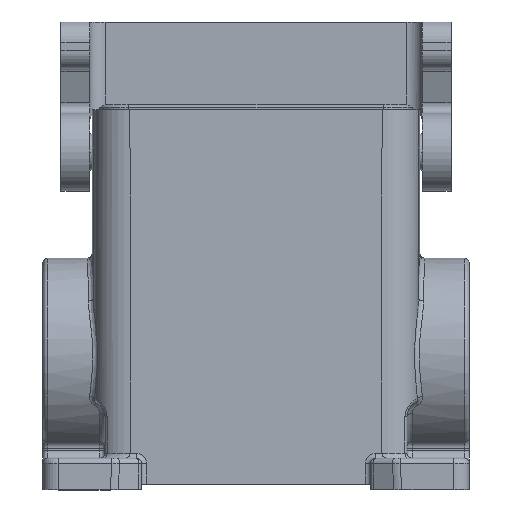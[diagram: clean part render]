
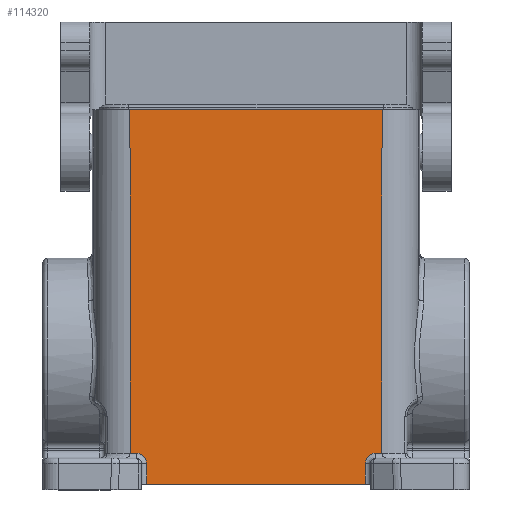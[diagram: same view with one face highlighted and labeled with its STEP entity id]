
A CAD part, top view. The second image highlights one B-rep face of the part: STEP entity #114320.
In plain terms, the highlighted planar face has unit normal (0, 0.009, 1).
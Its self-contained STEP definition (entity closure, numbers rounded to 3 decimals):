
#30920=CARTESIAN_POINT('',(-11.747,-51.408,
23.594));
#30930=VERTEX_POINT('',#30920);
#31020=CARTESIAN_POINT('',(-11.747,-55.4,23.628
));
#31030=VERTEX_POINT('',#31020);
#31060=CARTESIAN_POINT('',(-11.747,-0.009,
23.145));
#31070=DIRECTION('',(0.,1.,
-0.009));
#31080=VECTOR('',#31070,1.);
#31090=LINE('',#31060,#31080);
#31100=EDGE_CURVE('',#31030,#30930,#31090,.T.);
#40920=CARTESIAN_POINT('',(-53.747,-55.4,23.628)
);
#40930=VERTEX_POINT('',#40920);
#40960=CARTESIAN_POINT('',(0.,-55.4,23.628));
#40970=DIRECTION('',(-1.,0.,0.));
#40980=VECTOR('',#40970,1.);
#40990=LINE('',#40960,#40980);
#41000=EDGE_CURVE('',#31030,#40930,#40990,.T.);
#43130=CARTESIAN_POINT('',(-8.532,-49.4,23.576
));
#43140=VERTEX_POINT('',#43130);
#43210=CARTESIAN_POINT('',(-8.532,-28.9,23.397
));
#43220=VERTEX_POINT('',#43210);
#43250=CARTESIAN_POINT('',(-65.493,-28.9,23.397
));
#43260=DIRECTION('',(-1.,0.,0.));
#43270=VECTOR('',#43260,1.);
#43280=LINE('',#43250,#43270);
#43290=CARTESIAN_POINT('',(-8.534,-28.9,23.397
));
#43300=VERTEX_POINT('',#43290);
#43310=EDGE_CURVE('',#43220,#43300,#43280,.T.);
#43330=CARTESIAN_POINT('',(-8.529,0.061,
23.144));
#43340=DIRECTION('',(0.,-1.,
0.009));
#43350=VECTOR('',#43340,1.);
#43360=LINE('',#43330,#43350);
#43370=CARTESIAN_POINT('',(-8.527,16.6,23.));
#43380=VERTEX_POINT('',#43370);
#43390=EDGE_CURVE('',#43380,#43300,#43360,.T.);
#54590=CARTESIAN_POINT('',(-9.747,-49.408,
23.576));
#54600=VERTEX_POINT('',#54590);
#54750=CARTESIAN_POINT('',(-9.747,-49.408,
23.576));
#54760=CARTESIAN_POINT('',(-10.27,-49.408,
23.576));
#54770=CARTESIAN_POINT('',(-10.775,-49.599,
23.578));
#54780=CARTESIAN_POINT('',(-11.218,-49.937,
23.581));
#54790=CARTESIAN_POINT('',(-11.556,-50.38,
23.585));
#54800=CARTESIAN_POINT('',(-11.747,-50.885,
23.589));
#54810=CARTESIAN_POINT('',(-11.747,-51.408,
23.594));
#54820=B_SPLINE_CURVE_WITH_KNOTS('',6,(#54750,#54760,#54770,#54780,
#54790,#54800,#54810),.UNSPECIFIED.,.F.,.F.,(7,7),(0.,1.),.UNSPECIFIED.)
;
#54830=EDGE_CURVE('',#54600,#30930,#54820,.T.);
#54980=CARTESIAN_POINT('',(-8.532,-49.408,
23.576));
#54990=VERTEX_POINT('',#54980);
#55020=CARTESIAN_POINT('',(-7.532,-49.4,23.576
));
#55030=DIRECTION('',(0.,-0.009,-1.));
#55040=DIRECTION('',(0.,1.,
-0.009));
#55050=AXIS2_PLACEMENT_3D('',#55020,#55030,#55040);
#55060=ELLIPSE('',#55050,1.,1.);
#55070=EDGE_CURVE('',#54990,#43140,#55060,.T.);
#103300=CARTESIAN_POINT('',(-65.493,16.6,23.));
#103310=DIRECTION('',(1.,0.,0.));
#103320=VECTOR('',#103310,1.);
#103330=LINE('',#103300,#103320);
#103340=CARTESIAN_POINT('',(-56.966,16.6,23.));
#103350=VERTEX_POINT('',#103340);
#103360=EDGE_CURVE('',#103350,#43380,#103330,.T.);
#111530=CARTESIAN_POINT('',(-8.532,0.,23.145));
#111540=DIRECTION('',(0.,-1.,
0.009));
#111550=VECTOR('',#111540,1.);
#111560=LINE('',#111530,#111550);
#111570=EDGE_CURVE('',#43220,#43140,#111560,.T.);
#113520=CARTESIAN_POINT('',(68.753,1.601,
23.131));
#113530=DIRECTION('',(-0.,-0.009,-1.));
#113540=DIRECTION('',(-1.,0.,0.));
#113550=AXIS2_PLACEMENT_3D('',#113520,#113530,#113540);
#113560=PLANE('',#113550);
#113570=ORIENTED_EDGE('',*,*,#31100,.T.);
#113580=ORIENTED_EDGE('',*,*,#41000,.F.);
#113590=CARTESIAN_POINT('',(-53.747,-0.009,
23.145));
#113600=DIRECTION('',(0.,1.,
-0.009));
#113610=VECTOR('',#113600,1.);
#113620=LINE('',#113590,#113610);
#113630=CARTESIAN_POINT('',(-53.747,-51.408,
23.594));
#113640=VERTEX_POINT('',#113630);
#113650=EDGE_CURVE('',#40930,#113640,#113620,.T.);
#113660=ORIENTED_EDGE('',*,*,#113650,.F.);
#113670=CARTESIAN_POINT('',(-55.747,-49.408,
23.576));
#113680=CARTESIAN_POINT('',(-55.223,-49.408,
23.576));
#113690=CARTESIAN_POINT('',(-54.718,-49.599,
23.578));
#113700=CARTESIAN_POINT('',(-54.275,-49.937,
23.581));
#113710=CARTESIAN_POINT('',(-53.937,-50.38,
23.585));
#113720=CARTESIAN_POINT('',(-53.747,-50.885,
23.589));
#113730=CARTESIAN_POINT('',(-53.747,-51.408,
23.594));
#113740=B_SPLINE_CURVE_WITH_KNOTS('',6,(#113670,#113680,#113690,#113700,
#113710,#113720,#113730),.UNSPECIFIED.,.F.,.F.,(7,7),(0.,1.),
.UNSPECIFIED.);
#113750=CARTESIAN_POINT('',(-55.747,-49.408,
23.576));
#113760=VERTEX_POINT('',#113750);
#113770=EDGE_CURVE('',#113760,#113640,#113740,.T.);
#113780=ORIENTED_EDGE('',*,*,#113770,.T.);
#113790=CARTESIAN_POINT('',(-65.493,-49.408,
23.576));
#113800=DIRECTION('',(1.,0.,0.));
#113810=VECTOR('',#113800,1.);
#113820=LINE('',#113790,#113810);
#113830=CARTESIAN_POINT('',(-56.961,-49.408,
23.576));
#113840=VERTEX_POINT('',#113830);
#113850=EDGE_CURVE('',#113840,#113760,#113820,.T.);
#113860=ORIENTED_EDGE('',*,*,#113850,.T.);
#113870=CARTESIAN_POINT('',(-57.961,-49.4,
23.576));
#113880=DIRECTION('',(0.,0.009,
1.));
#113890=DIRECTION('',(0.,1.,
-0.009));
#113900=AXIS2_PLACEMENT_3D('',#113870,#113880,#113890);
#113910=ELLIPSE('',#113900,1.,1.);
#113920=CARTESIAN_POINT('',(-56.961,-49.4,
23.576));
#113930=VERTEX_POINT('',#113920);
#113940=EDGE_CURVE('',#113840,#113930,#113910,.T.);
#113950=ORIENTED_EDGE('',*,*,#113940,.F.);
#113960=CARTESIAN_POINT('',(-56.961,0.,
23.145));
#113970=DIRECTION('',(0.,-1.,
0.009));
#113980=VECTOR('',#113970,1.);
#113990=LINE('',#113960,#113980);
#114000=CARTESIAN_POINT('',(-56.961,-28.9,
23.397));
#114010=VERTEX_POINT('',#114000);
#114020=EDGE_CURVE('',#114010,#113930,#113990,.T.);
#114030=ORIENTED_EDGE('',*,*,#114020,.T.);
#114040=CARTESIAN_POINT('',(0.,-28.9,
23.397));
#114050=DIRECTION('',(1.,0.,0.));
#114060=VECTOR('',#114050,1.);
#114070=LINE('',#114040,#114060);
#114080=CARTESIAN_POINT('',(-56.959,-28.9,
23.397));
#114090=VERTEX_POINT('',#114080);
#114100=EDGE_CURVE('',#114010,#114090,#114070,.T.);
#114110=ORIENTED_EDGE('',*,*,#114100,.F.);
#114120=CARTESIAN_POINT('',(-56.964,0.061,
23.144));
#114130=DIRECTION('',(0.,-1.,
0.009));
#114140=VECTOR('',#114130,1.);
#114150=LINE('',#114120,#114140);
#114160=EDGE_CURVE('',#103350,#114090,#114150,.T.);
#114170=ORIENTED_EDGE('',*,*,#114160,.T.);
#114180=ORIENTED_EDGE('',*,*,#103360,.F.);
#114190=ORIENTED_EDGE('',*,*,#43390,.F.);
#114200=ORIENTED_EDGE('',*,*,#43310,.T.);
#114210=ORIENTED_EDGE('',*,*,#111570,.F.);
#114220=ORIENTED_EDGE('',*,*,#55070,.T.);
#114230=CARTESIAN_POINT('',(0.,-49.408,23.576));
#114240=DIRECTION('',(-1.,0.,0.));
#114250=VECTOR('',#114240,1.);
#114260=LINE('',#114230,#114250);
#114270=EDGE_CURVE('',#54990,#54600,#114260,.T.);
#114280=ORIENTED_EDGE('',*,*,#114270,.F.);
#114290=ORIENTED_EDGE('',*,*,#54830,.F.);
#114300=EDGE_LOOP('',(#114290,#114280,#114220,#114210,#114200,#114190,
#114180,#114170,#114110,#114030,#113950,#113860,#113780,#113660,#113580,
#113570));
#114310=FACE_OUTER_BOUND('',#114300,.T.);
#114320=ADVANCED_FACE('',(#114310),#113560,.F.);
